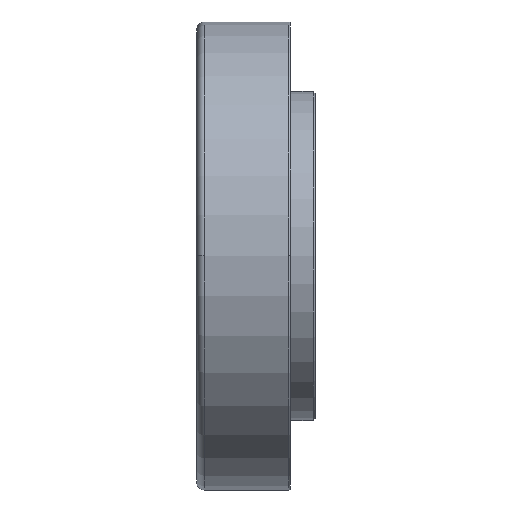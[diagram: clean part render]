
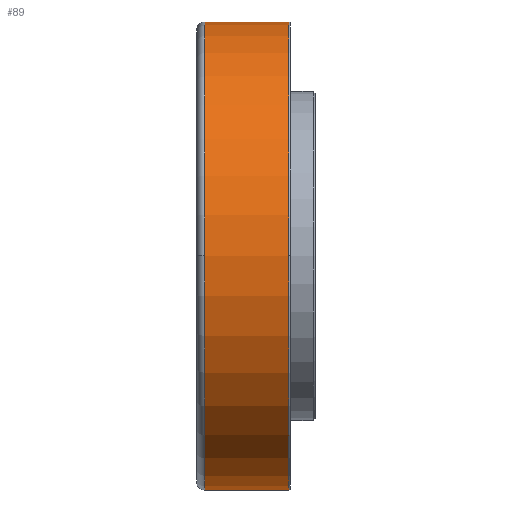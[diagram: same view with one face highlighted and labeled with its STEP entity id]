
A CAD part, top view. The second image highlights one B-rep face of the part: STEP entity #89.
In plain terms, the highlighted cylindrical face has radius 75 mm (diameter 150 mm), a partial arc.
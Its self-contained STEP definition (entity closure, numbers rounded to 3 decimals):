
#89=ADVANCED_FACE('',(#251),#252,.T.);
#251=FACE_OUTER_BOUND('',#551,.T.);
#252=CYLINDRICAL_SURFACE('',#552,75.0);
#551=EDGE_LOOP('',(#1001,#1002,#1003,#1004,#1005,#1006));
#552=AXIS2_PLACEMENT_3D('',#1007,#1008,#1009);
#1001=ORIENTED_EDGE('',*,*,#1820,.F.);
#1002=ORIENTED_EDGE('',*,*,#1821,.T.);
#1003=ORIENTED_EDGE('',*,*,#1822,.T.);
#1004=ORIENTED_EDGE('',*,*,#1823,.F.);
#1005=ORIENTED_EDGE('',*,*,#1824,.F.);
#1006=ORIENTED_EDGE('',*,*,#1816,.F.);
#1007=CARTESIAN_POINT('',(16.0,0.0,0.0));
#1008=DIRECTION('',(1.0,0.0,0.0));
#1009=DIRECTION('',(0.0,1.0,0.0));
#1816=EDGE_CURVE('',#2137,#2139,#2140,.T.);
#1820=EDGE_CURVE('',#2146,#2137,#2147,.T.);
#1821=EDGE_CURVE('',#2146,#2148,#2149,.T.);
#1822=EDGE_CURVE('',#2148,#2150,#2151,.T.);
#1823=EDGE_CURVE('',#2152,#2150,#2153,.T.);
#1824=EDGE_CURVE('',#2139,#2152,#2154,.T.);
#2137=VERTEX_POINT('',#2617);
#2139=VERTEX_POINT('',#2619);
#2140=CIRCLE('',#2620,75.0);
#2146=VERTEX_POINT('',#2626);
#2147=LINE('',#2627,#2628);
#2148=VERTEX_POINT('',#2629);
#2149=CIRCLE('',#2630,75.0);
#2150=VERTEX_POINT('',#2631);
#2151=CIRCLE('',#2632,75.0);
#2152=VERTEX_POINT('',#2633);
#2153=LINE('',#2634,#2635);
#2154=CIRCLE('',#2636,75.0);
#2617=CARTESIAN_POINT('',(29.5,75.0,0.0));
#2619=CARTESIAN_POINT('',(29.5,0.,75.0));
#2620=AXIS2_PLACEMENT_3D('',#4385,#4386,#4387);
#2626=CARTESIAN_POINT('',(2.5,75.0,0.0));
#2627=CARTESIAN_POINT('',(16.0,75.0,0.));
#2628=VECTOR('',#4397,1.0);
#2629=CARTESIAN_POINT('',(2.5,0.,75.0));
#2630=AXIS2_PLACEMENT_3D('',#4398,#4399,#4400);
#2631=CARTESIAN_POINT('',(2.5,-75.0,0.));
#2632=AXIS2_PLACEMENT_3D('',#4401,#4402,#4403);
#2633=CARTESIAN_POINT('',(29.5,-75.0,0.));
#2634=CARTESIAN_POINT('',(16.0,-75.0,0.));
#2635=VECTOR('',#4404,1.0);
#2636=AXIS2_PLACEMENT_3D('',#4405,#4406,#4407);
#4385=CARTESIAN_POINT('',(29.5,0.0,0.0));
#4386=DIRECTION('',(1.0,0.0,0.0));
#4387=DIRECTION('',(0.0,1.0,0.0));
#4397=DIRECTION('',(1.0,0.0,0.0));
#4398=CARTESIAN_POINT('',(2.5,0.0,0.0));
#4399=DIRECTION('',(1.0,0.0,0.0));
#4400=DIRECTION('',(0.0,1.0,0.0));
#4401=CARTESIAN_POINT('',(2.5,0.0,0.0));
#4402=DIRECTION('',(1.0,0.0,0.0));
#4403=DIRECTION('',(0.0,1.0,0.0));
#4404=DIRECTION('',(-1.0,-0.0,-0.0));
#4405=CARTESIAN_POINT('',(29.5,0.0,0.0));
#4406=DIRECTION('',(1.0,0.0,0.0));
#4407=DIRECTION('',(0.0,1.0,0.0));
